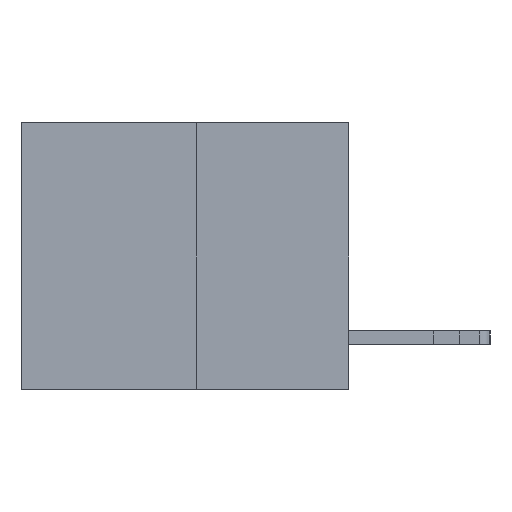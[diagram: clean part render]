
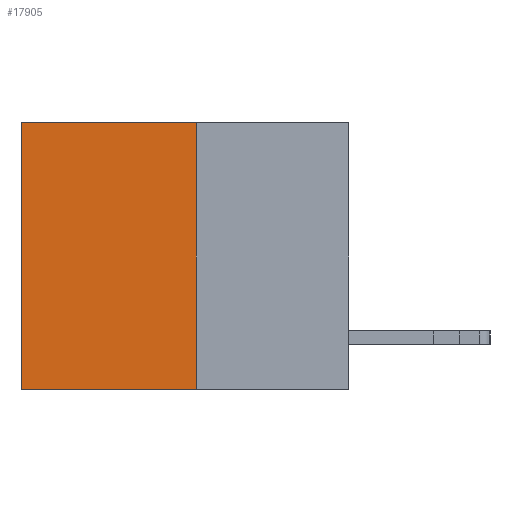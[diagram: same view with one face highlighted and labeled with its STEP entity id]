
A CAD part, left-side view. The second image highlights one B-rep face of the part: STEP entity #17905.
In plain terms, the highlighted planar face has unit normal (-1, 0, 0).
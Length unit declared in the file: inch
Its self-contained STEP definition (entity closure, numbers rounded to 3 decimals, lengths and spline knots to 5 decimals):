
#965 = FACE_OUTER_BOUND ( 'NONE', #10248, .T. ) ;
#1530 = VECTOR ( 'NONE', #6646, 39.37008 ) ;
#1588 = EDGE_CURVE ( 'NONE', #12829, #19747, #17681, .T. ) ;
#1810 = CARTESIAN_POINT ( 'NONE',  ( 0.3165, 0.6, 0. ) ) ;
#2311 = ORIENTED_EDGE ( 'NONE', *, *, #1588, .T. ) ;
#2969 = CARTESIAN_POINT ( 'NONE',  ( 0.3165, 0.28, -0.49 ) ) ;
#3575 = DIRECTION ( 'NONE',  ( 0., 1., 0. ) ) ;
#3934 = ORIENTED_EDGE ( 'NONE', *, *, #12227, .T. ) ;
#4028 = VERTEX_POINT ( 'NONE', #17919 ) ;
#4401 = EDGE_CURVE ( 'NONE', #17201, #4028, #7061, .T. ) ;
#6397 = DIRECTION ( 'NONE',  ( 1., 0., 0. ) ) ;
#6646 = DIRECTION ( 'NONE',  ( 0., 0., -1. ) ) ;
#7061 = LINE ( 'NONE', #7237, #20834 ) ;
#7237 = CARTESIAN_POINT ( 'NONE',  ( 0.3165, 0.28, -0.49 ) ) ;
#8125 = DIRECTION ( 'NONE',  ( 0., 0., -1. ) ) ;
#9217 = VECTOR ( 'NONE', #8125, 39.37008 ) ;
#9928 = CARTESIAN_POINT ( 'NONE',  ( 0.3165, 0.6, -0.49 ) ) ;
#10186 = VECTOR ( 'NONE', #16758, 39.37008 ) ;
#10248 = EDGE_LOOP ( 'NONE', ( #3934, #11236, #12279, #2311 ) ) ;
#10275 = EDGE_CURVE ( 'NONE', #12829, #17201, #10636, .T. ) ;
#10636 = LINE ( 'NONE', #2969, #1530 ) ;
#11236 = ORIENTED_EDGE ( 'NONE', *, *, #4401, .F. ) ;
#12227 = EDGE_CURVE ( 'NONE', #19747, #4028, #19016, .T. ) ;
#12279 = ORIENTED_EDGE ( 'NONE', *, *, #10275, .F. ) ;
#12463 = CARTESIAN_POINT ( 'NONE',  ( 0.3165, 0.28, 0. ) ) ;
#12829 = VERTEX_POINT ( 'NONE', #12463 ) ;
#13706 = CARTESIAN_POINT ( 'NONE',  ( 0.3165, 0.28, -0.49 ) ) ;
#13912 = DIRECTION ( 'NONE',  ( 0., 0., -1. ) ) ;
#16758 = DIRECTION ( 'NONE',  ( 0., 1., 0. ) ) ;
#17201 = VERTEX_POINT ( 'NONE', #13706 ) ;
#17681 = LINE ( 'NONE', #18278, #10186 ) ;
#17905 = ADVANCED_FACE ( 'NONE', ( #965 ), #21353, .F. ) ;
#17919 = CARTESIAN_POINT ( 'NONE',  ( 0.3165, 0.6, -0.49 ) ) ;
#18278 = CARTESIAN_POINT ( 'NONE',  ( 0.3165, 0.28, 0. ) ) ;
#19016 = LINE ( 'NONE', #9928, #9217 ) ;
#19747 = VERTEX_POINT ( 'NONE', #1810 ) ;
#20050 = AXIS2_PLACEMENT_3D ( 'NONE', #21198, #6397, #13912 ) ;
#20834 = VECTOR ( 'NONE', #3575, 39.37008 ) ;
#21198 = CARTESIAN_POINT ( 'NONE',  ( 0.3165, 0.28, -0.49 ) ) ;
#21353 = PLANE ( 'NONE',  #20050 ) ;
